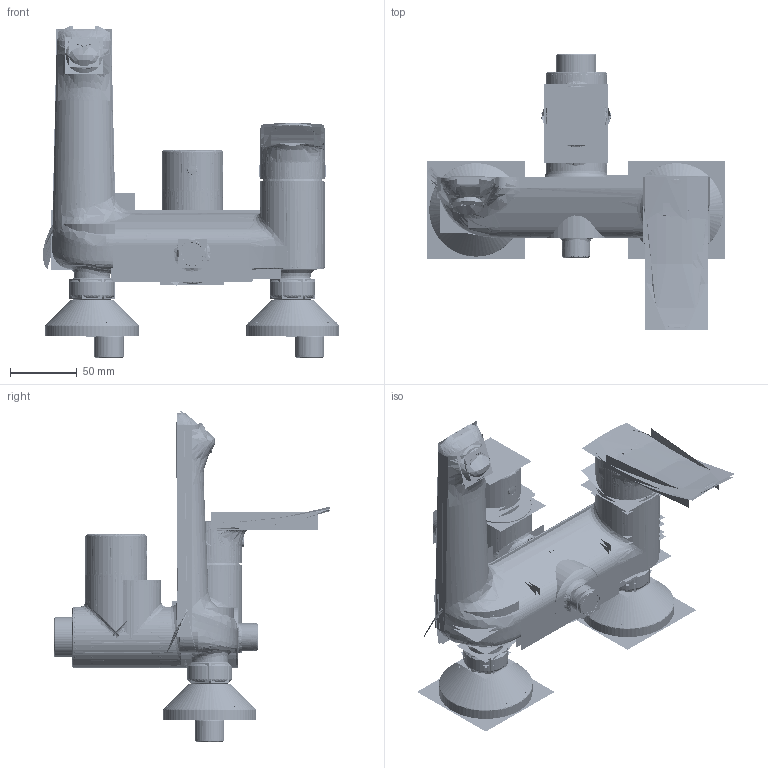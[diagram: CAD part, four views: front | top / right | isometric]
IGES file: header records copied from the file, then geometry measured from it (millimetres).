
Start section:  PTC IGES file: FFAS0972-702500BC0.igs
Global section: file name: FFAS0972-702500BC0.igs; native system: Creo Parametric by PTC Inc.; preprocessor: 2015200; author: 10114211; organization: Unknown; date: 20180808.092308; units: millimetre
Bounding box: 223.17 x 207.12 x 248.44 mm (x, y, z)
Volume: 640907.4 mm3; surface area: 6385869.3 mm2
Topology: 55 solids, 113 shells, 9884 faces, 56465 edges, 75176 vertices
Faces by surface type: bspline 5402, revolution 4290, extrusion 192
